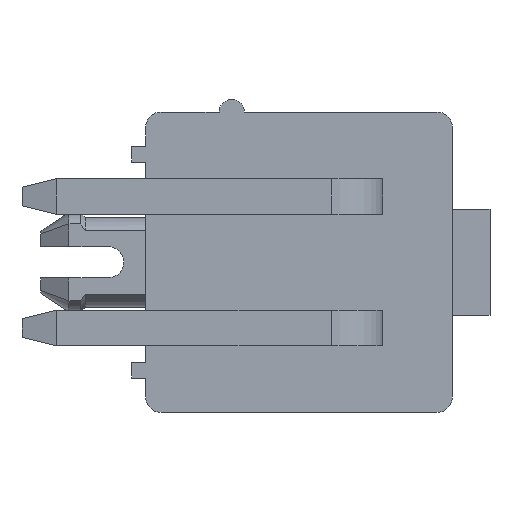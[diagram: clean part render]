
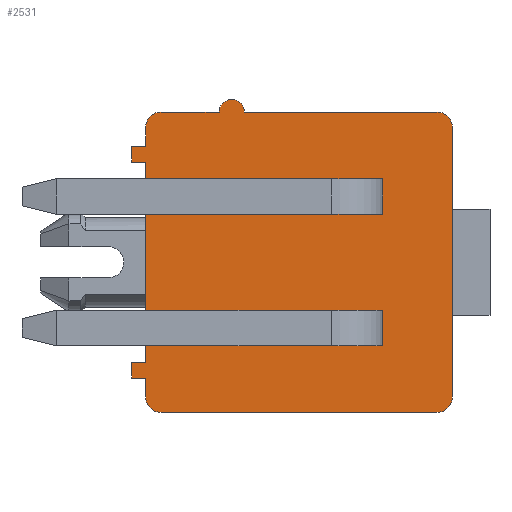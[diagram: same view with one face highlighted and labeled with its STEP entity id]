
A CAD part, front view. The second image highlights one B-rep face of the part: STEP entity #2531.
In plain terms, the highlighted planar face has unit normal (0, -1, 0).
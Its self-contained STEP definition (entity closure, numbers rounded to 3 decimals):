
#5=DIRECTION('',(-1.,0.,0.));
#6=VECTOR('',#5,0.45);
#7=CARTESIAN_POINT('',(-4.9,0.,-1.6));
#8=LINE('3148',#7,#6);
#52=CARTESIAN_POINT('',(-4.4,0.,-0.5));
#53=DIRECTION('',(0.,-1.,0.));
#54=DIRECTION('',(0.,0.,1.));
#55=AXIS2_PLACEMENT_3D('',#52,#53,#54);
#57=DIRECTION('',(-1.,0.,0.));
#58=VECTOR('',#57,1.85);
#59=CARTESIAN_POINT('',(-2.55,0.,0.));
#60=LINE('2772',#59,#58);
#61=CARTESIAN_POINT('',(-2.15,0.,0.));
#62=DIRECTION('',(0.,-1.,0.));
#63=DIRECTION('',(1.,0.,0.));
#64=AXIS2_PLACEMENT_3D('',#61,#62,#63);
#66=DIRECTION('',(-1.,0.,0.));
#67=VECTOR('',#66,6.15);
#68=CARTESIAN_POINT('',(4.4,0.,0.));
#69=LINE('2713',#68,#67);
#70=CARTESIAN_POINT('',(4.4,0.,-0.5));
#71=DIRECTION('',(0.,-1.,0.));
#72=DIRECTION('',(1.,0.,0.));
#73=AXIS2_PLACEMENT_3D('',#70,#71,#72);
#75=DIRECTION('',(0.,0.,1.));
#76=VECTOR('',#75,8.6);
#77=CARTESIAN_POINT('',(4.9,0.,-9.1));
#78=LINE('3199',#77,#76);
#79=CARTESIAN_POINT('',(4.4,0.,-9.1));
#80=DIRECTION('',(0.,-1.,0.));
#81=DIRECTION('',(0.,0.,-1.));
#82=AXIS2_PLACEMENT_3D('',#79,#80,#81);
#84=DIRECTION('',(1.,0.,0.));
#85=VECTOR('',#84,8.8);
#86=CARTESIAN_POINT('',(-4.4,0.,-9.6));
#87=LINE('2917',#86,#85);
#88=CARTESIAN_POINT('',(-4.4,0.,-9.1));
#89=DIRECTION('',(0.,-1.,0.));
#90=DIRECTION('',(-1.,0.,0.));
#91=AXIS2_PLACEMENT_3D('',#88,#89,#90);
#93=DIRECTION('',(0.,0.,-1.));
#94=VECTOR('',#93,0.6);
#95=CARTESIAN_POINT('',(-4.9,0.,-8.5));
#96=LINE('3167',#95,#94);
#97=DIRECTION('',(0.,0.,-1.));
#98=VECTOR('',#97,0.5);
#99=CARTESIAN_POINT('',(-5.35,0.,-8.));
#100=LINE('3086',#99,#98);
#101=DIRECTION('',(-1.,0.,0.));
#102=VECTOR('',#101,0.45);
#103=CARTESIAN_POINT('',(-4.9,0.,-8.));
#104=LINE('2815',#103,#102);
#105=DIRECTION('',(0.,0.,-1.));
#106=VECTOR('',#105,6.4);
#107=CARTESIAN_POINT('',(-4.9,0.,-1.6));
#108=LINE('3253',#107,#106);
#109=DIRECTION('',(0.,0.,-1.));
#110=VECTOR('',#109,0.5);
#111=CARTESIAN_POINT('',(-5.35,0.,-1.1));
#112=LINE('2751',#111,#110);
#113=DIRECTION('',(-1.,0.,0.));
#114=VECTOR('',#113,0.45);
#115=CARTESIAN_POINT('',(-4.9,0.,-1.1));
#116=LINE('3309',#115,#114);
#117=DIRECTION('',(0.,0.,-1.));
#118=VECTOR('',#117,0.6);
#119=CARTESIAN_POINT('',(-4.9,0.,-0.5));
#120=LINE('3169',#119,#118);
#121=DIRECTION('',(-1.,0.,0.));
#122=VECTOR('',#121,1.14);
#123=CARTESIAN_POINT('',(2.67,0.,-6.33));
#124=LINE('3733',#123,#122);
#143=DIRECTION('',(0.,0.,-1.));
#144=VECTOR('',#143,1.14);
#145=CARTESIAN_POINT('',(2.67,0.,-6.33));
#146=LINE('3773',#145,#144);
#155=DIRECTION('',(-1.,0.,0.));
#156=VECTOR('',#155,1.14);
#157=CARTESIAN_POINT('',(2.67,0.,-7.47));
#158=LINE('3735',#157,#156);
#181=DIRECTION('',(0.,0.,-1.));
#182=VECTOR('',#181,1.14);
#183=CARTESIAN_POINT('',(1.53,0.,-6.33));
#184=LINE('3759',#183,#182);
#253=DIRECTION('',(0.,0.,-1.));
#254=VECTOR('',#253,1.14);
#255=CARTESIAN_POINT('',(-2.67,0.,-6.33));
#256=LINE('3732',#255,#254);
#257=DIRECTION('',(-1.,0.,0.));
#258=VECTOR('',#257,1.14);
#259=CARTESIAN_POINT('',(-1.53,0.,-6.33));
#260=LINE('3790',#259,#258);
#279=DIRECTION('',(0.,0.,-1.));
#280=VECTOR('',#279,1.14);
#281=CARTESIAN_POINT('',(-1.53,0.,-6.33));
#282=LINE('3756',#281,#280);
#291=DIRECTION('',(-1.,0.,0.));
#292=VECTOR('',#291,1.14);
#293=CARTESIAN_POINT('',(-1.53,0.,-7.47));
#294=LINE('3764',#293,#292);
#385=DIRECTION('',(-1.,0.,0.));
#386=VECTOR('',#385,1.14);
#387=CARTESIAN_POINT('',(2.67,0.,-3.27));
#388=LINE('3737',#387,#386);
#411=DIRECTION('',(0.,0.,-1.));
#412=VECTOR('',#411,1.14);
#413=CARTESIAN_POINT('',(1.53,0.,-2.13));
#414=LINE('3754',#413,#412);
#415=DIRECTION('',(-1.,0.,0.));
#416=VECTOR('',#415,1.14);
#417=CARTESIAN_POINT('',(2.67,0.,-2.13));
#418=LINE('3809',#417,#416);
#437=DIRECTION('',(0.,0.,-1.));
#438=VECTOR('',#437,1.14);
#439=CARTESIAN_POINT('',(2.67,0.,-2.13));
#440=LINE('3742',#439,#438);
#517=DIRECTION('',(0.,0.,-1.));
#518=VECTOR('',#517,1.14);
#519=CARTESIAN_POINT('',(-1.53,0.,-2.13));
#520=LINE('3741',#519,#518);
#529=DIRECTION('',(-1.,0.,0.));
#530=VECTOR('',#529,1.14);
#531=CARTESIAN_POINT('',(-1.53,0.,-3.27));
#532=LINE('3747',#531,#530);
#555=DIRECTION('',(0.,0.,-1.));
#556=VECTOR('',#555,1.14);
#557=CARTESIAN_POINT('',(-2.67,0.,-2.13));
#558=LINE('3836',#557,#556);
#559=DIRECTION('',(-1.,0.,0.));
#560=VECTOR('',#559,1.14);
#561=CARTESIAN_POINT('',(-1.53,0.,-2.13));
#562=LINE('3829',#561,#560);
#730=DIRECTION('',(-1.,0.,0.));
#731=VECTOR('',#730,0.45);
#732=CARTESIAN_POINT('',(-4.9,0.,-8.5));
#733=LINE('2701',#732,#731);
#1910=CARTESIAN_POINT('',(4.9,0.,-0.5));
#1912=VERTEX_POINT('',#1910);
#1924=CARTESIAN_POINT('',(-5.35,0.,-8.5));
#1926=VERTEX_POINT('',#1924);
#2020=CARTESIAN_POINT('',(-4.4,0.,0.));
#2022=VERTEX_POINT('',#2020);
#2036=CARTESIAN_POINT('',(-4.9,0.,-8.5));
#2037=VERTEX_POINT('',#2036);
#2054=CARTESIAN_POINT('',(4.4,0.,0.));
#2055=CARTESIAN_POINT('',(-1.75,0.,0.));
#2056=VERTEX_POINT('',#2054);
#2057=VERTEX_POINT('',#2055);
#2098=CARTESIAN_POINT('',(-4.9,0.,-9.1));
#2100=VERTEX_POINT('',#2098);
#2108=CARTESIAN_POINT('',(-5.35,0.,-1.1));
#2109=CARTESIAN_POINT('',(-5.35,0.,-1.6));
#2110=VERTEX_POINT('',#2108);
#2111=VERTEX_POINT('',#2109);
#2113=CARTESIAN_POINT('',(-4.4,0.,-9.6));
#2115=VERTEX_POINT('',#2113);
#2136=CARTESIAN_POINT('',(-2.55,0.,0.));
#2137=VERTEX_POINT('',#2136);
#2168=CARTESIAN_POINT('',(4.4,0.,-9.6));
#2169=VERTEX_POINT('',#2168);
#2182=CARTESIAN_POINT('',(-4.9,0.,-1.6));
#2184=VERTEX_POINT('',#2182);
#2193=CARTESIAN_POINT('',(-4.9,0.,-8.));
#2194=CARTESIAN_POINT('',(-5.35,0.,-8.));
#2195=VERTEX_POINT('',#2193);
#2196=VERTEX_POINT('',#2194);
#2299=CARTESIAN_POINT('',(4.9,0.,-9.1));
#2300=VERTEX_POINT('',#2299);
#2305=CARTESIAN_POINT('',(-4.9,0.,-1.1));
#2306=VERTEX_POINT('',#2305);
#2333=CARTESIAN_POINT('',(-4.9,0.,-0.5));
#2334=VERTEX_POINT('',#2333);
#2345=CARTESIAN_POINT('',(-2.67,0.,-6.33));
#2346=CARTESIAN_POINT('',(-2.67,0.,-7.47));
#2347=VERTEX_POINT('',#2345);
#2348=VERTEX_POINT('',#2346);
#2349=CARTESIAN_POINT('',(2.67,0.,-6.33));
#2350=CARTESIAN_POINT('',(1.53,0.,-6.33));
#2351=VERTEX_POINT('',#2349);
#2352=VERTEX_POINT('',#2350);
#2353=CARTESIAN_POINT('',(2.67,0.,-7.47));
#2354=CARTESIAN_POINT('',(1.53,0.,-7.47));
#2355=VERTEX_POINT('',#2353);
#2356=VERTEX_POINT('',#2354);
#2357=CARTESIAN_POINT('',(2.67,0.,-3.27));
#2358=CARTESIAN_POINT('',(1.53,0.,-3.27));
#2359=VERTEX_POINT('',#2357);
#2360=VERTEX_POINT('',#2358);
#2361=CARTESIAN_POINT('',(-1.53,0.,-2.13));
#2362=CARTESIAN_POINT('',(-1.53,0.,-3.27));
#2363=VERTEX_POINT('',#2361);
#2364=VERTEX_POINT('',#2362);
#2365=CARTESIAN_POINT('',(2.67,0.,-2.13));
#2366=VERTEX_POINT('',#2365);
#2367=CARTESIAN_POINT('',(-2.67,0.,-3.27));
#2368=VERTEX_POINT('',#2367);
#2369=CARTESIAN_POINT('',(1.53,0.,-2.13));
#2370=VERTEX_POINT('',#2369);
#2371=CARTESIAN_POINT('',(-1.53,0.,-6.33));
#2372=CARTESIAN_POINT('',(-1.53,0.,-7.47));
#2373=VERTEX_POINT('',#2371);
#2374=VERTEX_POINT('',#2372);
#2375=CARTESIAN_POINT('',(-2.67,0.,-2.13));
#2376=VERTEX_POINT('',#2375);
#2451=CARTESIAN_POINT('',(-4.4,0.,-0.5));
#2452=DIRECTION('',(0.,1.,0.));
#2453=DIRECTION('',(-1.,0.,0.));
#2454=AXIS2_PLACEMENT_3D('',#2451,#2452,#2453);
#2455=PLANE('3388',#2454);
#2457=ORIENTED_EDGE('3164',*,*,#2456,.F.);
#2459=ORIENTED_EDGE('2772',*,*,#2458,.F.);
#2461=ORIENTED_EDGE('2918',*,*,#2460,.F.);
#2463=ORIENTED_EDGE('2713',*,*,#2462,.F.);
#2465=ORIENTED_EDGE('3038',*,*,#2464,.F.);
#2467=ORIENTED_EDGE('3199',*,*,#2466,.F.);
#2469=ORIENTED_EDGE('2983',*,*,#2468,.F.);
#2471=ORIENTED_EDGE('2917',*,*,#2470,.F.);
#2473=ORIENTED_EDGE('2941',*,*,#2472,.F.);
#2475=ORIENTED_EDGE('3167',*,*,#2474,.F.);
#2477=ORIENTED_EDGE('2701',*,*,#2476,.T.);
#2479=ORIENTED_EDGE('3086',*,*,#2478,.F.);
#2480=ORIENTED_EDGE('2815',*,*,#2442,.F.);
#2481=ORIENTED_EDGE('3253',*,*,#2419,.F.);
#2482=ORIENTED_EDGE('3148',*,*,#2404,.T.);
#2484=ORIENTED_EDGE('2751',*,*,#2483,.F.);
#2486=ORIENTED_EDGE('3309',*,*,#2485,.F.);
#2488=ORIENTED_EDGE('3169',*,*,#2487,.F.);
#2489=EDGE_LOOP('3388',(#2457,#2459,#2461,#2463,#2465,#2467,#2469,#2471,#2473,
#2475,#2477,#2479,#2480,#2481,#2482,#2484,#2486,#2488));
#2490=FACE_OUTER_BOUND('3388',#2489,.F.);
#2492=ORIENTED_EDGE('3732',*,*,#2491,.T.);
#2494=ORIENTED_EDGE('3764',*,*,#2493,.F.);
#2496=ORIENTED_EDGE('3756',*,*,#2495,.F.);
#2498=ORIENTED_EDGE('3790',*,*,#2497,.T.);
#2499=EDGE_LOOP('3388',(#2492,#2494,#2496,#2498));
#2500=FACE_BOUND('3388',#2499,.F.);
#2502=ORIENTED_EDGE('3737',*,*,#2501,.F.);
#2504=ORIENTED_EDGE('3742',*,*,#2503,.F.);
#2506=ORIENTED_EDGE('3809',*,*,#2505,.T.);
#2508=ORIENTED_EDGE('3754',*,*,#2507,.T.);
#2509=EDGE_LOOP('3388',(#2502,#2504,#2506,#2508));
#2510=FACE_BOUND('3388',#2509,.F.);
#2512=ORIENTED_EDGE('3741',*,*,#2511,.F.);
#2514=ORIENTED_EDGE('3829',*,*,#2513,.T.);
#2516=ORIENTED_EDGE('3836',*,*,#2515,.T.);
#2518=ORIENTED_EDGE('3747',*,*,#2517,.F.);
#2519=EDGE_LOOP('3388',(#2512,#2514,#2516,#2518));
#2520=FACE_BOUND('3388',#2519,.F.);
#2522=ORIENTED_EDGE('3733',*,*,#2521,.T.);
#2524=ORIENTED_EDGE('3759',*,*,#2523,.T.);
#2526=ORIENTED_EDGE('3735',*,*,#2525,.F.);
#2528=ORIENTED_EDGE('3773',*,*,#2527,.F.);
#2529=EDGE_LOOP('3388',(#2522,#2524,#2526,#2528));
#2530=FACE_BOUND('3388',#2529,.F.);
#2531=ADVANCED_FACE('3388',(#2490,#2500,#2510,#2520,#2530),#2455,.F.);
#56=CIRCLE('3164',#55,0.5);
#65=CIRCLE('2918',#64,0.4);
#74=CIRCLE('3038',#73,0.5);
#83=CIRCLE('2983',#82,0.5);
#92=CIRCLE('2941',#91,0.5);
#2404=EDGE_CURVE('3148',#2184,#2111,#8,.T.);
#2419=EDGE_CURVE('3253',#2184,#2195,#108,.T.);
#2442=EDGE_CURVE('2815',#2195,#2196,#104,.T.);
#2456=EDGE_CURVE('3164',#2022,#2334,#56,.T.);
#2458=EDGE_CURVE('2772',#2137,#2022,#60,.T.);
#2460=EDGE_CURVE('2918',#2057,#2137,#65,.T.);
#2462=EDGE_CURVE('2713',#2056,#2057,#69,.T.);
#2464=EDGE_CURVE('3038',#1912,#2056,#74,.T.);
#2466=EDGE_CURVE('3199',#2300,#1912,#78,.T.);
#2468=EDGE_CURVE('2983',#2169,#2300,#83,.T.);
#2470=EDGE_CURVE('2917',#2115,#2169,#87,.T.);
#2472=EDGE_CURVE('2941',#2100,#2115,#92,.T.);
#2474=EDGE_CURVE('3167',#2037,#2100,#96,.T.);
#2476=EDGE_CURVE('2701',#2037,#1926,#733,.T.);
#2478=EDGE_CURVE('3086',#2196,#1926,#100,.T.);
#2483=EDGE_CURVE('2751',#2110,#2111,#112,.T.);
#2485=EDGE_CURVE('3309',#2306,#2110,#116,.T.);
#2487=EDGE_CURVE('3169',#2334,#2306,#120,.T.);
#2491=EDGE_CURVE('3732',#2347,#2348,#256,.T.);
#2493=EDGE_CURVE('3764',#2374,#2348,#294,.T.);
#2495=EDGE_CURVE('3756',#2373,#2374,#282,.T.);
#2497=EDGE_CURVE('3790',#2373,#2347,#260,.T.);
#2501=EDGE_CURVE('3737',#2359,#2360,#388,.T.);
#2503=EDGE_CURVE('3742',#2366,#2359,#440,.T.);
#2505=EDGE_CURVE('3809',#2366,#2370,#418,.T.);
#2507=EDGE_CURVE('3754',#2370,#2360,#414,.T.);
#2511=EDGE_CURVE('3741',#2363,#2364,#520,.T.);
#2513=EDGE_CURVE('3829',#2363,#2376,#562,.T.);
#2515=EDGE_CURVE('3836',#2376,#2368,#558,.T.);
#2517=EDGE_CURVE('3747',#2364,#2368,#532,.T.);
#2521=EDGE_CURVE('3733',#2351,#2352,#124,.T.);
#2523=EDGE_CURVE('3759',#2352,#2356,#184,.T.);
#2525=EDGE_CURVE('3735',#2355,#2356,#158,.T.);
#2527=EDGE_CURVE('3773',#2351,#2355,#146,.T.);
